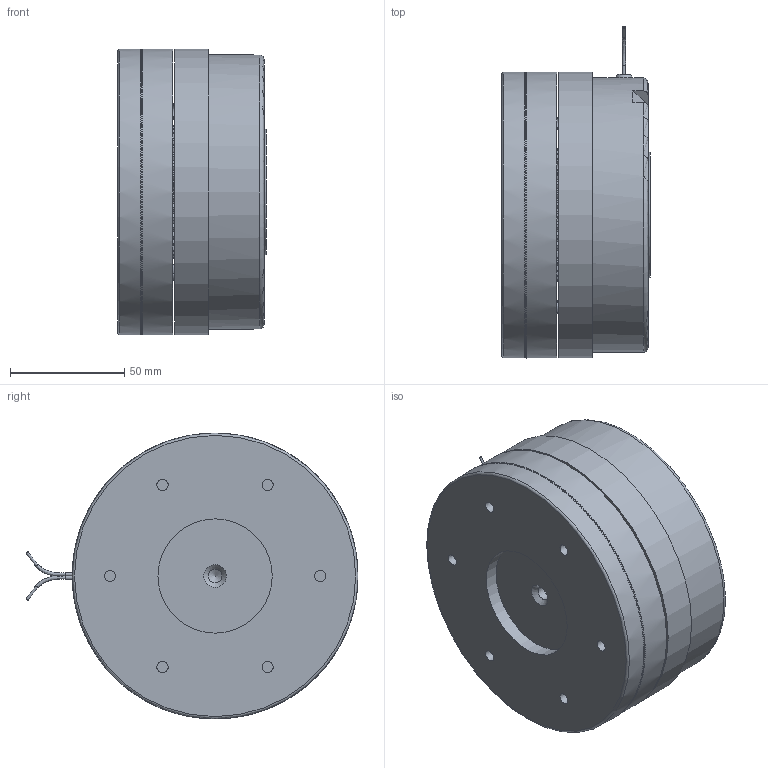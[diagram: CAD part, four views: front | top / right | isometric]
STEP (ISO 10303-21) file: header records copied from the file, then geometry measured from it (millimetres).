
FILE_DESCRIPTION(/* description */ (''),/* implementation_level */ '2;1');
FILE_NAME(/* name */ 'ESB-N115_Z.stp',/* time_stamp */ '2025-01-21T08:42:45+01:00',/* author */ ('nesvadba'),/* organization */ (''),/* preprocessor_version */ 'ST-DEVELOPER v20',/* originating_system */ 'Autodesk Inventor 2025',/* authorisation */ '');
FILE_SCHEMA (('AUTOMOTIVE_DESIGN { 1 0 10303 214 3 1 1 }'));
Products named in the file (1): 07_80_115_01 ESB-N115_Z@STEP
Bounding box: 65 x 145.22 x 125 mm (x, y, z)
Volume: 649623.8 mm3; surface area: 150378.4 mm2
Topology: 2 solids, 4 shells, 3775 faces, 12533 edges, 8321 vertices
Faces by surface type: plane 2999, cylinder 559, torus 166, sphere 38, bspline 8, cone 5
Full cylindrical faces by diameter (mm): 1.154 x2, 1.5 x2, 2.5 x4, 3 x3, 4.917 x6, 6 x2, 7.75 x6, 50 x1, 52 x1, 54 x1, 55 x5, 60 x1, 60.44 x4, 62 x1, 66.56 x4, 71.5 x1, 72 x4, 75 x1, 91 x1, 111 x1, 116 x1, 120 x1, 120.5 x1, 125 x2
Entity records: 151682 total; most frequent: CARTESIAN_POINT 33367, DIRECTION 26759, ORIENTED_EDGE 24914, EDGE_CURVE 12457, AXIS2_PLACEMENT_3D 11242, VERTEX_POINT 8323, EDGE_LOOP 5001, LINE 4275
